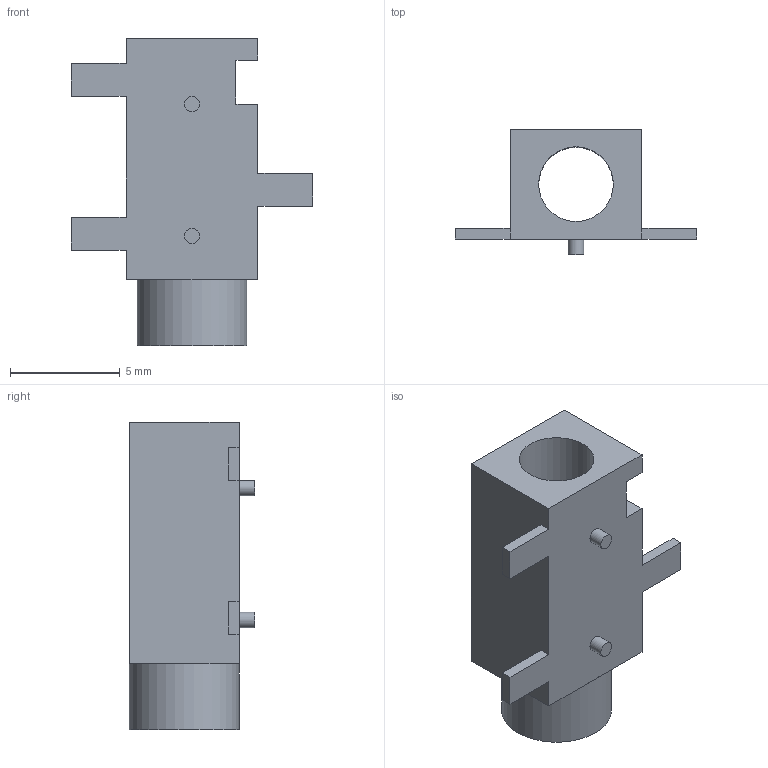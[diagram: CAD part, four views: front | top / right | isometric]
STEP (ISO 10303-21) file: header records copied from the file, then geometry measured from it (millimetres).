
FILE_DESCRIPTION(/* description */ (''),/* implementation_level */ '2;1');
FILE_NAME(/* name */ 'KlinkenBuchse v2.step',/* time_stamp */ '2019-09-19T14:00:07+02:00',/* author */ (''),/* organization */ (''),/* preprocessor_version */ 'ST-DEVELOPER v18',/* originating_system */ 'Autodesk Translation Framework v8.6.0.1094',/* authorisation */ '');
FILE_SCHEMA (('AUTOMOTIVE_DESIGN { 1 0 10303 214 3 1 1 }'));
Length unit declared in the file: millimetre
Products named in the file (1): KlinkenBuchse
Bounding box: 11 x 5.7 x 14 mm (x, y, z)
Volume: 258 mm3; surface area: 519.6 mm2
Topology: 1 solids, 1 shells, 30 faces, 76 edges, 50 vertices
Faces by surface type: plane 26, cylinder 4
Full cylindrical faces by diameter (mm): 0.7 x2, 3.4 x1, 5 x1
Entity records: 931 total; most frequent: CARTESIAN_POINT 157, ORIENTED_EDGE 152, DIRECTION 148, EDGE_CURVE 76, LINE 66, VECTOR 66, VERTEX_POINT 50, AXIS2_PLACEMENT_3D 41
